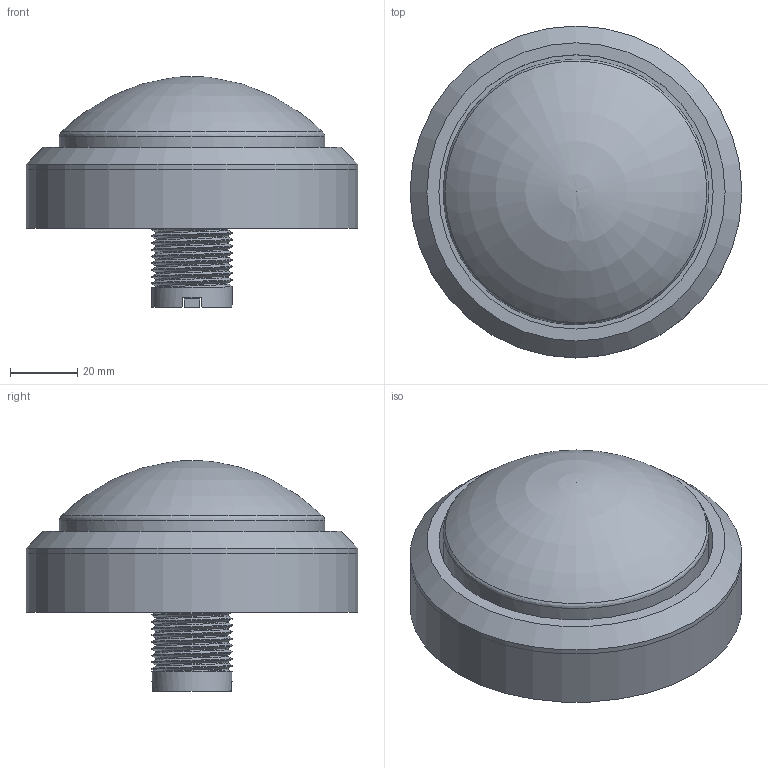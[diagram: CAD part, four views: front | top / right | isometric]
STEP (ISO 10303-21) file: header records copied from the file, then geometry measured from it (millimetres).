
FILE_DESCRIPTION(/* description */ (''),/* implementation_level */ '2;1');
FILE_NAME(/* name */ 'Massive Arcade Button 100mm.step',/* time_stamp */ '2018-07-07T12:56:07-04:00',/* author */ ('Adafruit'),/* organization */ (''),/* preprocessor_version */ 'ST-DEVELOPER v17',/* originating_system */ 'Autodesk Translation Framework v7.1.0.215',/* authorisation */ '');
FILE_SCHEMA (('AUTOMOTIVE_DESIGN { 1 0 10303 214 3 1 1 }'));
Length unit declared in the file: millimetre
Products named in the file (6): Massive Arcade Button 100mm; Base; Holder; Actuator; Spring; Dome
Assembly tree (5 placements, depth 2):
  Massive Arcade Button 100mm
    Base
    Holder
    Actuator
    Spring
    Dome
Bounding box: 98.5 x 98.5 x 68.5 mm (x, y, z)
Volume: 94447 mm3; surface area: 86269.8 mm2
Topology: 5 solids, 5 shells, 244 faces, 630 edges, 414 vertices
Faces by surface type: plane 126, cylinder 94, cone 16, bspline 6, torus 2
Full cylindrical faces by diameter (mm): 6.4 x4, 11 x1, 12.8 x1, 14.4 x1, 16 x1, 18.5 x1, 19 x1, 21.529 x14, 23.822 x13, 24 x1, 41 x1, 73.6 x2, 75.6 x1, 76 x1, 78.8 x1, 81.4 x1, 87.8 x1, 91.3 x1, 98.5 x2
Entity records: 11998 total; most frequent: CARTESIAN_POINT 5827, ORIENTED_EDGE 1256, DIRECTION 1251, EDGE_CURVE 628, AXIS2_PLACEMENT_3D 472, VERTEX_POINT 414, LINE 307, VECTOR 307
